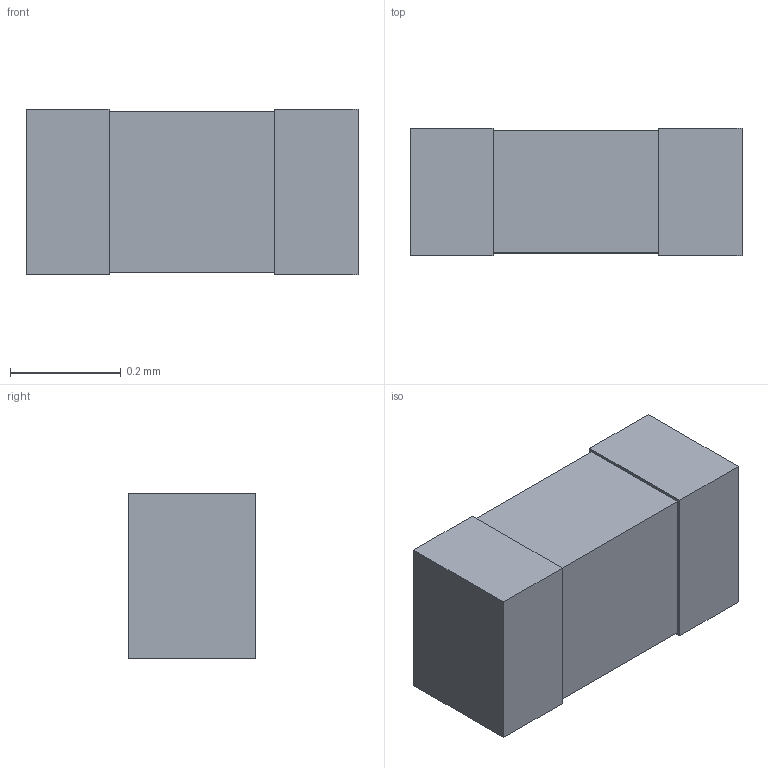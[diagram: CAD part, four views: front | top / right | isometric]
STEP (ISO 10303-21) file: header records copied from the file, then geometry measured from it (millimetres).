
FILE_DESCRIPTION (( 'STEP AP214' ), '1' );
FILE_NAME ('ATFC-0201HQ.STEP', '2013-10-19T10:08:39', ( '' ), ( '' ), 'SwSTEP 2.0', 'SolidWorks 2012', '' );
FILE_SCHEMA (( 'AUTOMOTIVE_DESIGN' ));
Length unit declared in the file: millimetre
Products named in the file (1): ATFC-0201HQ
Bounding box: 0.6 x 0.23 x 0.3 mm (x, y, z)
Volume: 0 mm3; surface area: 0.8 mm2
Topology: 1 solids, 1 shells, 139 faces, 360 edges, 240 vertices
Faces by surface type: plane 96, bspline 43
Entity records: 7313 total; most frequent: CARTESIAN_POINT 4023, ORIENTED_EDGE 720, DIRECTION 468, EDGE_CURVE 360, VECTOR 274, LINE 274, VERTEX_POINT 240, EDGE_LOOP 156
